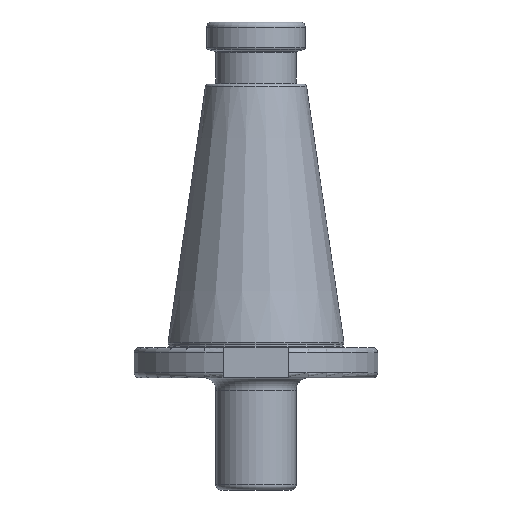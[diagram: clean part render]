
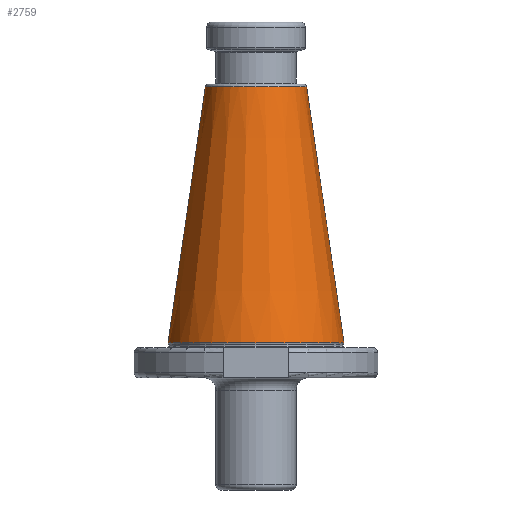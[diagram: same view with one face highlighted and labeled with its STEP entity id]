
A CAD part, left-side view. The second image highlights one B-rep face of the part: STEP entity #2759.
In plain terms, the highlighted conical face has half-angle 8.297 degrees and reference radius 27.65 mm.
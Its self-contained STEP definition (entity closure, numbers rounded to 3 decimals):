
#566=CARTESIAN_POINT('',(0,0,116.173));
#567=DIRECTION('',(0,0,1));
#568=DIRECTION('',(0,1,0));
#569=AXIS2_PLACEMENT_3D('',#566,#567,#568);
#571=DIRECTION('',(0,-0.144,0.99));
#572=VECTOR('',#571,103.254);
#573=CARTESIAN_POINT('',(0,35.1,14));
#574=LINE('',#573,#572);
#575=DIRECTION('',(0,0.144,0.99));
#576=VECTOR('',#575,103.254);
#577=CARTESIAN_POINT('',(0,-35.1,14));
#578=LINE('',#577,#576);
#579=CARTESIAN_POINT('',(0,0,14));
#580=DIRECTION('',(0,0,1));
#581=DIRECTION('',(0,1,0));
#582=AXIS2_PLACEMENT_3D('',#579,#580,#581);
#1633=CARTESIAN_POINT('',(0,35.1,14));
#1634=VERTEX_POINT('',#1633);
#1635=CARTESIAN_POINT('',(0,20.2,116.173));
#1636=VERTEX_POINT('',#1635);
#1671=CARTESIAN_POINT('',(0,-35.1,14));
#1672=VERTEX_POINT('',#1671);
#1673=CARTESIAN_POINT('',(0,-20.2,116.173));
#1674=VERTEX_POINT('',#1673);
#2745=CARTESIAN_POINT('',(0,0,65.087));
#2746=DIRECTION('',(0,0,-1));
#2747=DIRECTION('',(0,-1,0));
#2748=AXIS2_PLACEMENT_3D('',#2745,#2746,#2747);
#2749=CONICAL_SURFACE('',#2748,27.65,8.297);
#2751=ORIENTED_EDGE('',*,*,#2750,.T.);
#2752=ORIENTED_EDGE('',*,*,#2740,.T.);
#2754=ORIENTED_EDGE('',*,*,#2753,.F.);
#2756=ORIENTED_EDGE('',*,*,#2755,.F.);
#2757=EDGE_LOOP('',(#2751,#2752,#2754,#2756));
#2758=FACE_OUTER_BOUND('',#2757,.F.);
#2759=ADVANCED_FACE('',(#2758),#2749,.T.);
#570=CIRCLE('',#569,20.2);
#583=CIRCLE('',#582,35.1);
#2740=EDGE_CURVE('',#1636,#1674,#570,.T.);
#2750=EDGE_CURVE('',#1634,#1636,#574,.T.);
#2753=EDGE_CURVE('',#1672,#1674,#578,.T.);
#2755=EDGE_CURVE('',#1634,#1672,#583,.T.);
